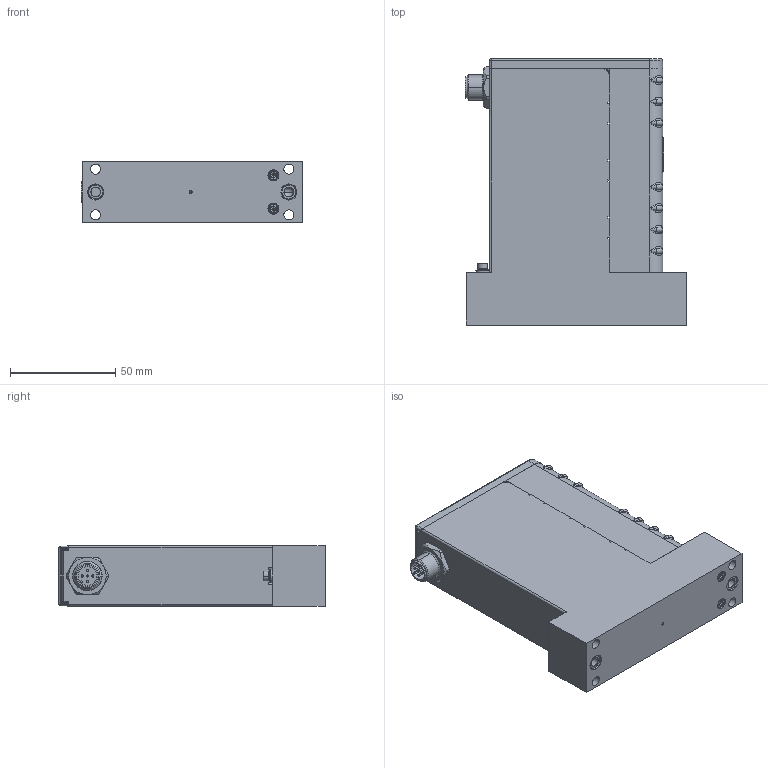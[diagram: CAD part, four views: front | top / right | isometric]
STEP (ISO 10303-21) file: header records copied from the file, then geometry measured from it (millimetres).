
FILE_DESCRIPTION((''),'2;1');
FILE_NAME('PIPC_CSEAL_DNET','2007-01-16T',('CockrofM'),('MKS Instruments, Inc.'),'PRO/ENGINEER BY PARAMETRIC TECHNOLOGY CORPORATION, 2005030','PRO/ENGINEER BY PARAMETRIC TECHNOLOGY CORPORATION, 2005030','');
FILE_SCHEMA(('CONFIG_CONTROL_DESIGN'));
Products named in the file (1): PIPC_CSEAL_DNET
Bounding box: 105.41 x 126.75 x 28.57 mm (x, y, z)
Volume: 110299.8 mm3; surface area: 73087.2 mm2
Topology: 4 solids, 9 shells, 1734 faces, 4965 edges, 3143 vertices
Faces by surface type: plane 1008, cylinder 509, bspline 93, cone 72, torus 26, extrusion 20, sphere 6
Entity records: 62162 total; most frequent: CARTESIAN_POINT 17671, ORIENTED_EDGE 9874, DIRECTION 8391, EDGE_CURVE 4937, VECTOR 3331, LINE 3311, VERTEX_POINT 3195, AXIS2_PLACEMENT_3D 2530
